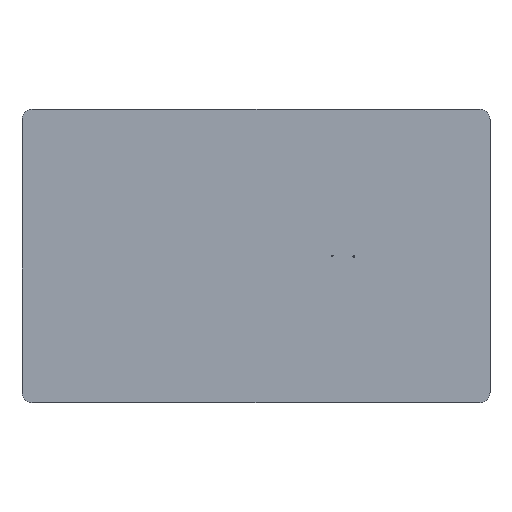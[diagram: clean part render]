
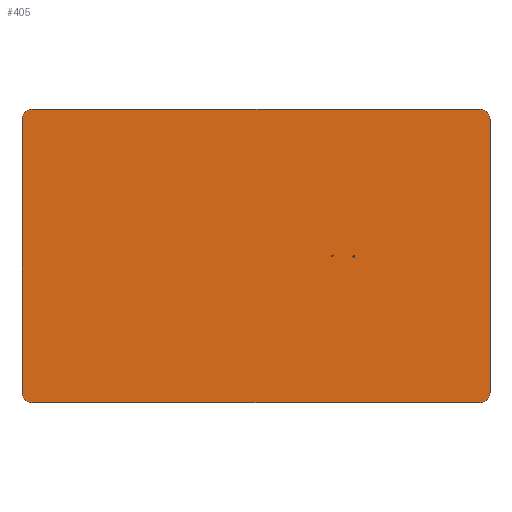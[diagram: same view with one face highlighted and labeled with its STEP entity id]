
A CAD part, top view. The second image highlights one B-rep face of the part: STEP entity #405.
In plain terms, the highlighted planar face has unit normal (0, 0, 1).
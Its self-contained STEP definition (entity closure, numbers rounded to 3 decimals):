
#68 = VERTEX_POINT('',#69);
#69 = CARTESIAN_POINT('',(0.,2.,0.891));
#75 = EDGE_CURVE('',#68,#76,#78,.T.);
#76 = VERTEX_POINT('',#77);
#77 = CARTESIAN_POINT('',(0.,52.,0.891));
#78 = LINE('',#79,#80);
#79 = CARTESIAN_POINT('',(0.,2.,0.891));
#80 = VECTOR('',#81,1.);
#81 = DIRECTION('',(0.,1.,0.));
#106 = EDGE_CURVE('',#76,#107,#109,.T.);
#107 = VERTEX_POINT('',#108);
#108 = CARTESIAN_POINT('',(2.,54.,0.891));
#109 = CIRCLE('',#110,2.001);
#110 = AXIS2_PLACEMENT_3D('',#111,#112,#113);
#111 = CARTESIAN_POINT('',(2.001,51.999,0.891));
#112 = DIRECTION('',(0.,0.,-1.));
#113 = DIRECTION('',(-1.,0.,0.));
#139 = EDGE_CURVE('',#107,#140,#142,.T.);
#140 = VERTEX_POINT('',#141);
#141 = CARTESIAN_POINT('',(84.,54.,0.891));
#142 = LINE('',#143,#144);
#143 = CARTESIAN_POINT('',(2.,54.,0.891));
#144 = VECTOR('',#145,1.);
#145 = DIRECTION('',(1.,0.,0.));
#170 = EDGE_CURVE('',#140,#171,#173,.T.);
#171 = VERTEX_POINT('',#172);
#172 = CARTESIAN_POINT('',(86.,52.,0.891));
#173 = CIRCLE('',#174,2.001);
#174 = AXIS2_PLACEMENT_3D('',#175,#176,#177);
#175 = CARTESIAN_POINT('',(83.999,51.999,0.891));
#176 = DIRECTION('',(0.,0.,-1.));
#177 = DIRECTION('',(0.,1.,0.));
#203 = EDGE_CURVE('',#171,#204,#206,.T.);
#204 = VERTEX_POINT('',#205);
#205 = CARTESIAN_POINT('',(86.,2.,0.891));
#206 = LINE('',#207,#208);
#207 = CARTESIAN_POINT('',(86.,52.,0.891));
#208 = VECTOR('',#209,1.);
#209 = DIRECTION('',(0.,-1.,0.));
#234 = EDGE_CURVE('',#204,#235,#237,.T.);
#235 = VERTEX_POINT('',#236);
#236 = CARTESIAN_POINT('',(84.,0.,0.891));
#237 = CIRCLE('',#238,2.001);
#238 = AXIS2_PLACEMENT_3D('',#239,#240,#241);
#239 = CARTESIAN_POINT('',(83.999,2.001,0.891));
#240 = DIRECTION('',(0.,0.,-1.));
#241 = DIRECTION('',(1.,0.,0.));
#267 = EDGE_CURVE('',#235,#268,#270,.T.);
#268 = VERTEX_POINT('',#269);
#269 = CARTESIAN_POINT('',(2.,0.,0.891));
#270 = LINE('',#271,#272);
#271 = CARTESIAN_POINT('',(84.,0.,0.891));
#272 = VECTOR('',#273,1.);
#273 = DIRECTION('',(-1.,0.,0.));
#298 = EDGE_CURVE('',#268,#68,#299,.T.);
#299 = CIRCLE('',#300,2.001);
#300 = AXIS2_PLACEMENT_3D('',#301,#302,#303);
#301 = CARTESIAN_POINT('',(2.001,2.001,0.891));
#302 = DIRECTION('',(0.,0.,-1.));
#303 = DIRECTION('',(0.,-1.,-0.));
#324 = VERTEX_POINT('',#325);
#325 = CARTESIAN_POINT('',(57.15,27.,0.891));
#331 = EDGE_CURVE('',#324,#324,#332,.T.);
#332 = CIRCLE('',#333,0.15);
#333 = AXIS2_PLACEMENT_3D('',#334,#335,#336);
#334 = CARTESIAN_POINT('',(57.,27.,0.891));
#335 = DIRECTION('',(0.,0.,1.));
#336 = DIRECTION('',(1.,0.,-0.));
#357 = VERTEX_POINT('',#358);
#358 = CARTESIAN_POINT('',(61.11,26.924,0.891));
#364 = EDGE_CURVE('',#357,#357,#365,.T.);
#365 = CIRCLE('',#366,0.15);
#366 = AXIS2_PLACEMENT_3D('',#367,#368,#369);
#367 = CARTESIAN_POINT('',(60.96,26.924,0.891));
#368 = DIRECTION('',(0.,0.,1.));
#369 = DIRECTION('',(1.,0.,-0.));
#405 = ADVANCED_FACE('',(#406,#416,#419),#422,.F.);
#406 = FACE_BOUND('',#407,.F.);
#407 = EDGE_LOOP('',(#408,#409,#410,#411,#412,#413,#414,#415));
#408 = ORIENTED_EDGE('',*,*,#75,.T.);
#409 = ORIENTED_EDGE('',*,*,#106,.T.);
#410 = ORIENTED_EDGE('',*,*,#139,.T.);
#411 = ORIENTED_EDGE('',*,*,#170,.T.);
#412 = ORIENTED_EDGE('',*,*,#203,.T.);
#413 = ORIENTED_EDGE('',*,*,#234,.T.);
#414 = ORIENTED_EDGE('',*,*,#267,.T.);
#415 = ORIENTED_EDGE('',*,*,#298,.T.);
#416 = FACE_BOUND('',#417,.F.);
#417 = EDGE_LOOP('',(#418));
#418 = ORIENTED_EDGE('',*,*,#331,.T.);
#419 = FACE_BOUND('',#420,.F.);
#420 = EDGE_LOOP('',(#421));
#421 = ORIENTED_EDGE('',*,*,#364,.T.);
#422 = PLANE('',#423);
#423 = AXIS2_PLACEMENT_3D('',#424,#425,#426);
#424 = CARTESIAN_POINT('',(43.,27.,0.891));
#425 = DIRECTION('',(-0.,-0.,-1.));
#426 = DIRECTION('',(-1.,0.,0.));
